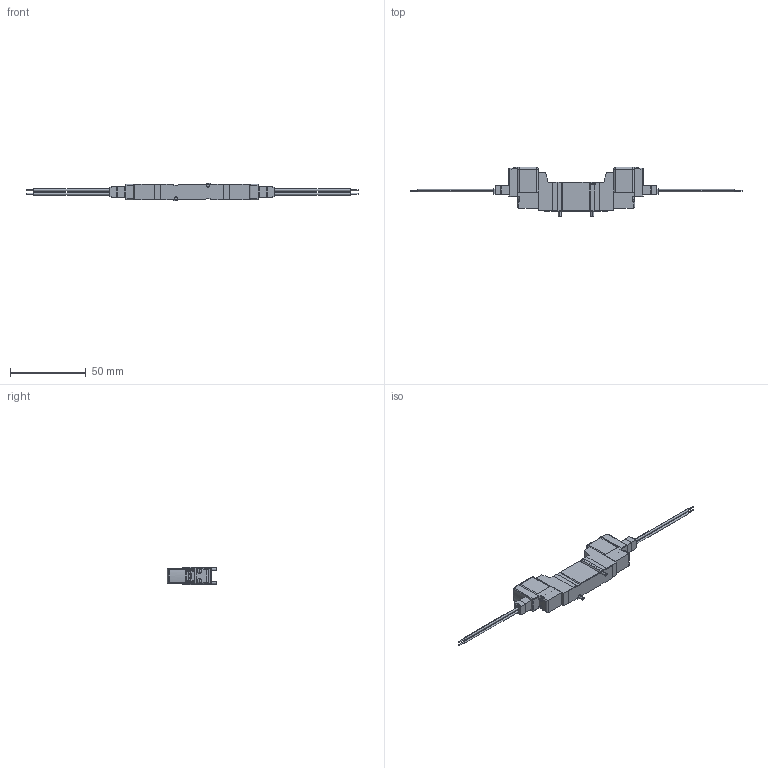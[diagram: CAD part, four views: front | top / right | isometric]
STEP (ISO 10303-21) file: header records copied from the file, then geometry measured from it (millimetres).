
FILE_DESCRIPTION (( 'STEP AP203' ), '1' );
FILE_NAME ('217-2948-000 Rev1.STEP', '2014-08-06T15:14:23', ( '' ), ( '' ), 'SwSTEP 2.0', 'SolidWorks 2014', '' );
FILE_SCHEMA (( 'CONFIG_CONTROL_DESIGN' ));
Length unit declared in the file: millimetre
Products named in the file (6): 217-2948-005 Rev1_P; 217-2948-000 Rev1; 217-2948-001 Rev1_40; 217-2948-004 Rev1_Std; 217-2948-002 Rev1_L-1; 217-2948-003 Rev1_SingleA
Assembly tree (9 placements, depth 2):
  217-2948-000 Rev1
    217-2948-001 Rev1_40
    217-2948-002 Rev1_L-1  x2
    217-2948-003 Rev1_SingleA  x2
    217-2948-004 Rev1_Std  x2
    217-2948-005 Rev1_P  x2
Bounding box: 218.6 x 32.6 x 11.8 mm (x, y, z)
Volume: 21067.1 mm3; surface area: 14389.4 mm2
Topology: 16 solids, 16 shells, 436 faces, 1045 edges, 660 vertices
Faces by surface type: plane 285, cylinder 109, bspline 24, sphere 16, torus 2
Entity records: 9231 total; most frequent: CARTESIAN_POINT 2112, ORIENTED_EDGE 1316, DIRECTION 1297, EDGE_CURVE 658, VECTOR 491, LINE 491, VERTEX_POINT 426, AXIS2_PLACEMENT_3D 403
